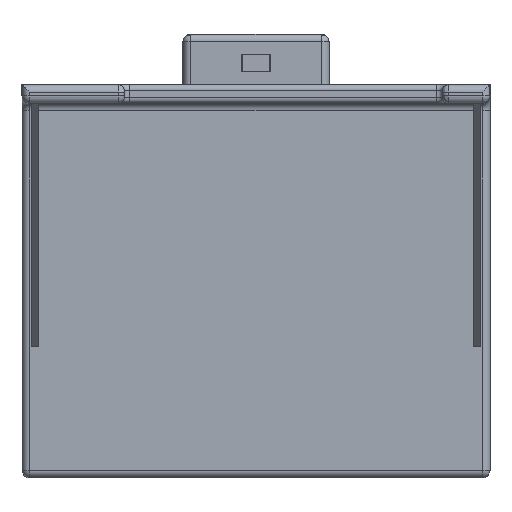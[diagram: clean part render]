
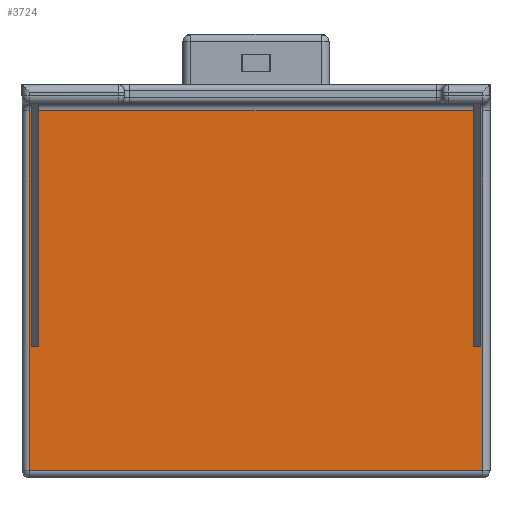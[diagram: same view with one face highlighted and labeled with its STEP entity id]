
A CAD part, left-side view. The second image highlights one B-rep face of the part: STEP entity #3724.
In plain terms, the highlighted planar face has unit normal (-1, 0, 0).
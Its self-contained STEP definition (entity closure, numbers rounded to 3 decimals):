
#296=FACE_OUTER_BOUND('',#526,.T.);
#526=EDGE_LOOP('',(#2804,#2805,#2806,#2807,#2808,#2809,#2810,#2811,#2812,
#2813,#2814,#2815));
#687=LINE('',#5719,#943);
#692=LINE('',#5728,#948);
#694=LINE('',#5734,#950);
#708=LINE('',#5775,#964);
#709=LINE('',#5781,#965);
#711=LINE('',#5785,#967);
#713=LINE('',#5790,#969);
#714=LINE('',#5792,#970);
#756=LINE('',#6079,#1012);
#759=LINE('',#6098,#1015);
#761=LINE('',#6101,#1017);
#772=LINE('',#6132,#1028);
#943=VECTOR('',#4417,10.);
#948=VECTOR('',#4424,10.);
#950=VECTOR('',#4430,10.);
#964=VECTOR('',#4460,10.);
#965=VECTOR('',#4467,10.);
#967=VECTOR('',#4471,10.);
#969=VECTOR('',#4477,10.);
#970=VECTOR('',#4480,10.);
#1012=VECTOR('',#4782,10.);
#1015=VECTOR('',#4805,10.);
#1017=VECTOR('',#4809,10.);
#1028=VECTOR('',#4848,10.);
#1501=VERTEX_POINT('',#5715);
#1503=VERTEX_POINT('',#5718);
#1505=VERTEX_POINT('',#5724);
#1508=VERTEX_POINT('',#5731);
#1527=VERTEX_POINT('',#5774);
#1528=VERTEX_POINT('',#5778);
#1529=VERTEX_POINT('',#5780);
#1530=VERTEX_POINT('',#5784);
#1531=VERTEX_POINT('',#5788);
#1608=VERTEX_POINT('',#6071);
#1612=VERTEX_POINT('',#6084);
#1616=VERTEX_POINT('',#6093);
#1866=EDGE_CURVE('',#1503,#1501,#687,.T.);
#1871=EDGE_CURVE('',#1505,#1503,#692,.T.);
#1874=EDGE_CURVE('',#1508,#1505,#694,.T.);
#1894=EDGE_CURVE('',#1508,#1527,#708,.T.);
#1897=EDGE_CURVE('',#1529,#1528,#709,.T.);
#1899=EDGE_CURVE('',#1530,#1529,#711,.T.);
#1902=EDGE_CURVE('',#1531,#1530,#713,.T.);
#1903=EDGE_CURVE('',#1531,#1501,#714,.T.);
#2028=EDGE_CURVE('',#1608,#1528,#756,.T.);
#2037=EDGE_CURVE('',#1612,#1616,#759,.T.);
#2039=EDGE_CURVE('',#1616,#1608,#761,.T.);
#2056=EDGE_CURVE('',#1527,#1612,#772,.T.);
#2804=ORIENTED_EDGE('',*,*,#1866,.T.);
#2805=ORIENTED_EDGE('',*,*,#1903,.F.);
#2806=ORIENTED_EDGE('',*,*,#1902,.T.);
#2807=ORIENTED_EDGE('',*,*,#1899,.T.);
#2808=ORIENTED_EDGE('',*,*,#1897,.T.);
#2809=ORIENTED_EDGE('',*,*,#2028,.F.);
#2810=ORIENTED_EDGE('',*,*,#2039,.F.);
#2811=ORIENTED_EDGE('',*,*,#2037,.F.);
#2812=ORIENTED_EDGE('',*,*,#2056,.F.);
#2813=ORIENTED_EDGE('',*,*,#1894,.F.);
#2814=ORIENTED_EDGE('',*,*,#1874,.T.);
#2815=ORIENTED_EDGE('',*,*,#1871,.T.);
#3603=PLANE('',#4070);
#3724=ADVANCED_FACE('',(#296),#3603,.T.);
#4070=AXIS2_PLACEMENT_3D('',#6142,#4864,#4865);
#4417=DIRECTION('',(0.,0.,1.));
#4424=DIRECTION('',(0.,1.,0.));
#4430=DIRECTION('',(0.,0.,-1.));
#4460=DIRECTION('',(0.,-1.,0.));
#4467=DIRECTION('',(0.,0.,1.));
#4471=DIRECTION('',(0.,1.,0.));
#4477=DIRECTION('',(0.,0.,-1.));
#4480=DIRECTION('',(0.,-1.,0.));
#4782=DIRECTION('',(0.,-1.,0.));
#4805=DIRECTION('',(0.,1.,0.));
#4809=DIRECTION('',(0.,0.,1.));
#4848=DIRECTION('',(0.,0.,-1.));
#4864=DIRECTION('center_axis',(-1.,0.,0.));
#4865=DIRECTION('ref_axis',(0.,0.,1.));
#5715=CARTESIAN_POINT('',(0.,9.,-4.));
#5718=CARTESIAN_POINT('',(0.,9.,-130.));
#5719=CARTESIAN_POINT('',(0.,9.,-132.5));
#5724=CARTESIAN_POINT('',(0.,5.,-130.));
#5728=CARTESIAN_POINT('',(0.,2.5,-130.));
#5731=CARTESIAN_POINT('',(0.,5.,-4.));
#5734=CARTESIAN_POINT('',(0.,5.,-132.5));
#5774=CARTESIAN_POINT('',(0.,4.,-4.));
#5775=CARTESIAN_POINT('',(0.,0.,-4.));
#5778=CARTESIAN_POINT('',(0.,245.,-4.));
#5780=CARTESIAN_POINT('',(0.,245.,-130.));
#5781=CARTESIAN_POINT('',(0.,245.,-132.5));
#5784=CARTESIAN_POINT('',(0.,241.,-130.));
#5785=CARTESIAN_POINT('',(0.,122.5,-130.));
#5788=CARTESIAN_POINT('',(0.,241.,-4.));
#5790=CARTESIAN_POINT('',(0.,241.,-132.5));
#5792=CARTESIAN_POINT('',(0.,0.,-4.));
#6071=CARTESIAN_POINT('',(0.,246.,-4.));
#6079=CARTESIAN_POINT('',(0.,0.,-4.));
#6084=CARTESIAN_POINT('',(0.,4.,-196.));
#6093=CARTESIAN_POINT('',(0.,246.,-196.));
#6098=CARTESIAN_POINT('',(0.,0.,-196.));
#6101=CARTESIAN_POINT('',(0.,246.,-147.5));
#6132=CARTESIAN_POINT('',(0.,4.,-147.5));
#6142=CARTESIAN_POINT('Origin',(0.,0.,-200.));
